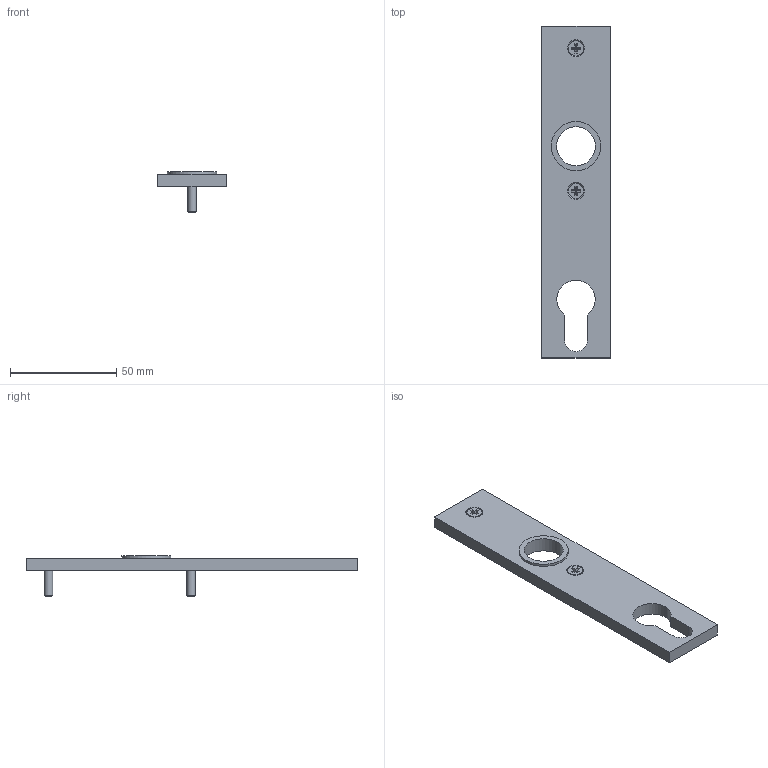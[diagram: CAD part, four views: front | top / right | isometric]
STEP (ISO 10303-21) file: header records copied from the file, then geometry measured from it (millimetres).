
FILE_DESCRIPTION (( 'STEP AP203' ), '1' );
FILE_NAME ('10686-240.step', '2022-07-06T11:34:37', ( '' ), ( '' ), 'SwSTEP 2.0', 'SolidWorks 2018', '' );
FILE_SCHEMA (( 'CONFIG_CONTROL_DESIGN' ));
Length unit declared in the file: millimetre
Products named in the file (4): 10686-240; 58371-240-18_58371-240-18; Lang und Kurzschild Teil1 Konfig_10686-240 Teil1; Lang und Kurzschild Teil1 Konfig_1xxxx-240 Teil2
Assembly tree (4 placements, depth 2):
  10686-240
    Lang und Kurzschild Teil1 Konfig_10686-240 Teil1
    58371-240-18_58371-240-18  x2
    Lang und Kurzschild Teil1 Konfig_1xxxx-240 Teil2
Bounding box: 32 x 156 x 19.2 mm (x, y, z)
Volume: 26238.5 mm3; surface area: 13613.2 mm2
Topology: 4 solids, 4 shells, 348 faces, 915 edges, 606 vertices
Faces by surface type: plane 180, bspline 127, cylinder 33, cone 8
Full cylindrical faces by diameter (mm): 3.6 x2, 4 x2, 4.5 x2, 7.2 x2, 18.3 x1, 20 x1, 23.2 x1
Entity records: 16830 total; most frequent: CARTESIAN_POINT 9113, ORIENTED_EDGE 1706, DIRECTION 1076, EDGE_CURVE 853, VERTEX_POINT 575, LINE 536, VECTOR 536, EDGE_LOOP 380
